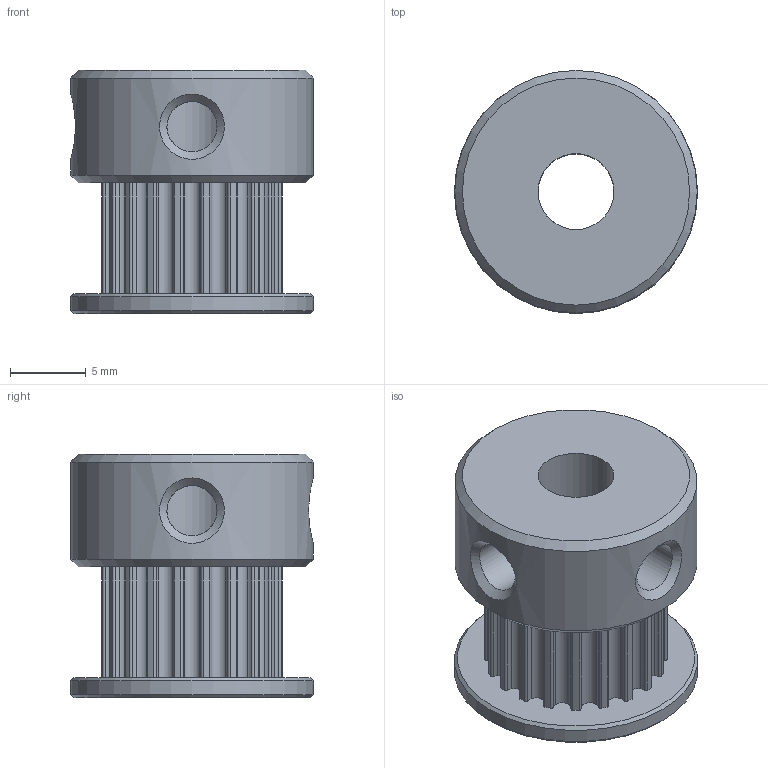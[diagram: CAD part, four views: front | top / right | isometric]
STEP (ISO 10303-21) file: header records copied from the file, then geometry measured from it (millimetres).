
FILE_DESCRIPTION(/* description */ (''),/* implementation_level */ '2;1');
FILE_NAME(/* name */ 'GT2_Pulley20_Teeth.stp',/* time_stamp */ '2021-12-07T22:22:22+02:00',/* author */ ('Johnny'),/* organization */ (''),/* preprocessor_version */ 'ST-DEVELOPER v16.1',/* originating_system */ 'Autodesk Inventor 2016',/* authorisation */ '');
FILE_SCHEMA (('AUTOMOTIVE_DESIGN { 1 0 10303 214 3 1 1 }'));
Length unit declared in the file: millimetre
Products named in the file (1): GT2_Pulley20_Teeth
Bounding box: 16 x 16 x 16 mm (x, y, z)
Volume: 2026.2 mm3; surface area: 1685.7 mm2
Topology: 1 solids, 1 shells, 135 faces, 395 edges, 262 vertices
Faces by surface type: cylinder 125, cone 4, plane 4, bspline 2
Full cylindrical faces by diameter (mm): 3.3 x2, 5 x1, 15.95 x1, 16 x1
Entity records: 4812 total; most frequent: CARTESIAN_POINT 1046, DIRECTION 890, ORIENTED_EDGE 756, AXIS2_PLACEMENT_3D 384, EDGE_CURVE 378, VERTEX_POINT 256, CIRCLE 250, EDGE_LOOP 152
